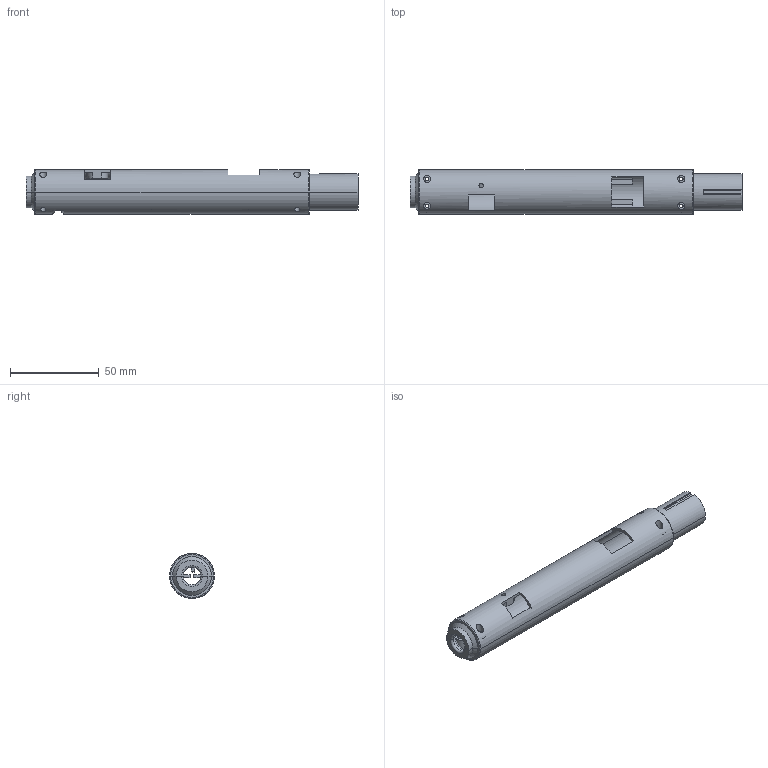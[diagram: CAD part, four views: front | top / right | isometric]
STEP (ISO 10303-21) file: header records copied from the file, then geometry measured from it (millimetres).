
FILE_DESCRIPTION(/* description */ (''),/* implementation_level */ '2;1');
FILE_NAME(/* name */ 'enclosure v35.step',/* time_stamp */ '2025-06-06T00:20:23+02:00',/* author */ (''),/* organization */ (''),/* preprocessor_version */ 'ST-DEVELOPER v20.1',/* originating_system */ 'Autodesk Translation Framework v14.4.0.0',/* authorisation */ '');
FILE_SCHEMA (('AUTOMOTIVE_DESIGN { 1 0 10303 214 3 1 1 }'));
Length unit declared in the file: millimetre
Products named in the file (3): enclosure; down; up
Assembly tree (2 placements, depth 2):
  enclosure
    down
    up
Bounding box: 187.5 x 25.4 x 25.4 mm (x, y, z)
Volume: 23451 mm3; surface area: 29669.7 mm2
Topology: 2 solids, 2 shells, 199 faces, 564 edges, 377 vertices
Faces by surface type: plane 110, cylinder 58, cone 15, torus 13, bspline 3
Full cylindrical faces by diameter (mm): 2 x4, 2.5 x1, 3.1 x4, 4 x4, 4.619 x4
Entity records: 7351 total; most frequent: CARTESIAN_POINT 2086, ORIENTED_EDGE 1128, DIRECTION 1050, EDGE_CURVE 564, AXIS2_PLACEMENT_3D 388, VERTEX_POINT 377, LINE 274, VECTOR 274
